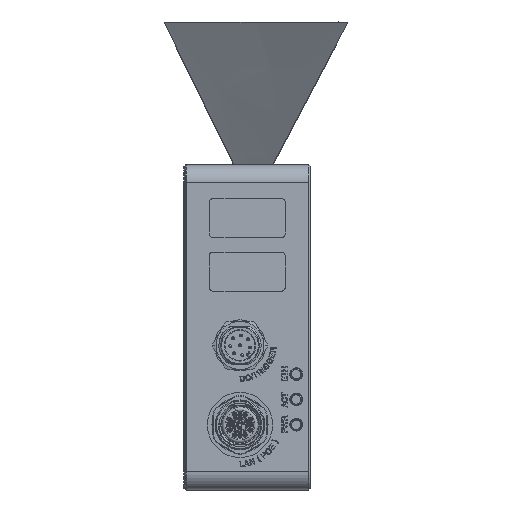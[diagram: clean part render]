
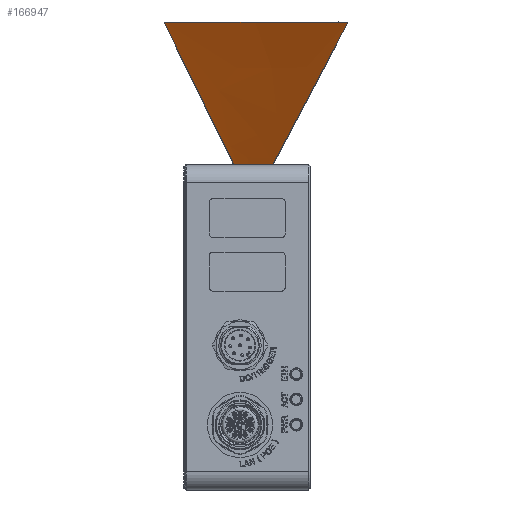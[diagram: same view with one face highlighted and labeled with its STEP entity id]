
A CAD part, left-side view. The second image highlights one B-rep face of the part: STEP entity #166947.
In plain terms, the highlighted free-form (B-spline) face has degree [3, 3] with [6, 4] control points.
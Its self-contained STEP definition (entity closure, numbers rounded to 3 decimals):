
#166795=CARTESIAN_POINT('',(-81.886,-27.816,
84.45));
#166807=CARTESIAN_POINT('',(-81.88,22.961,
84.45));
#166808=CARTESIAN_POINT('',(-81.601,17.478,
84.45));
#166809=CARTESIAN_POINT('',(-81.226,6.405,
84.45));
#166810=CARTESIAN_POINT('',(-81.223,-10.528,
84.45));
#166811=CARTESIAN_POINT('',(-81.601,-22.019,
84.45));
#166812=CARTESIAN_POINT('',(-81.886,-27.816,
84.45));
#166817=DIRECTION('',(-0.491,-0.406,0.771));
#166818=VECTOR('',#166817,64.879);
#166819=CARTESIAN_POINT('',(-50.,-1.5,34.45));
#166820=LINE('',#166819,#166818);
#166843=DIRECTION('',(-0.497,0.381,0.779));
#166844=VECTOR('',#166843,64.145);
#166845=CARTESIAN_POINT('',(-50.,-1.5,34.45));
#166846=LINE('',#166845,#166844);
#166869=VERTEX_POINT('',#166795);
#166871=VERTEX_POINT('',#166807);
#166872=CARTESIAN_POINT('',(-50.,-1.5,34.45));
#166873=VERTEX_POINT('',#166872);
#166915=CARTESIAN_POINT('',(-82.554,-29.397,
85.412));
#166916=CARTESIAN_POINT('',(-71.702,-20.098,
68.425));
#166917=CARTESIAN_POINT('',(-60.851,-10.799,
51.437));
#166918=CARTESIAN_POINT('',(-50.,-1.5,34.45));
#166919=CARTESIAN_POINT('',(-82.543,-29.045,
85.425));
#166920=CARTESIAN_POINT('',(-71.696,-19.864,
68.433));
#166921=CARTESIAN_POINT('',(-60.848,-10.682,
51.442));
#166922=CARTESIAN_POINT('',(-50.,-1.5,34.45));
#166923=CARTESIAN_POINT('',(-82.036,-11.123,
86.068));
#166924=CARTESIAN_POINT('',(-71.358,-7.915,
68.862));
#166925=CARTESIAN_POINT('',(-60.679,-4.708,
51.656));
#166926=CARTESIAN_POINT('',(-50.,-1.5,34.45));
#166927=CARTESIAN_POINT('',(-82.445,7.176,
86.712));
#166928=CARTESIAN_POINT('',(-71.63,4.284,
69.292));
#166929=CARTESIAN_POINT('',(-60.815,1.392,
51.871));
#166930=CARTESIAN_POINT('',(-50.,-1.5,34.45));
#166931=CARTESIAN_POINT('',(-83.751,25.059,
87.329));
#166932=CARTESIAN_POINT('',(-72.501,16.206,
69.703));
#166933=CARTESIAN_POINT('',(-61.25,7.353,
52.076));
#166934=CARTESIAN_POINT('',(-50.,-1.5,34.45));
#166935=CARTESIAN_POINT('',(-83.777,25.409,
87.341));
#166936=CARTESIAN_POINT('',(-72.518,16.44,
69.711));
#166937=CARTESIAN_POINT('',(-61.259,7.47,
52.08));
#166938=CARTESIAN_POINT('',(-50.,-1.5,34.45));
#166939=B_SPLINE_SURFACE_WITH_KNOTS('',3,3,((#166915,#166916,#166917,#166918),(
#166919,#166920,#166921,#166922),(#166923,#166924,#166925,#166926),(#166927,
#166928,#166929,#166930),(#166931,#166932,#166933,#166934),(#166935,#166936,
#166937,#166938)),.UNSPECIFIED.,.F.,.F.,.F.,(4,1,1,4),(4,4),(-0.02,
0.,1.,1.02),(-0.014,1.),.UNSPECIFIED.);
#166941=ORIENTED_EDGE('',*,*,#166940,.T.);
#166943=ORIENTED_EDGE('',*,*,#166942,.T.);
#166944=ORIENTED_EDGE('',*,*,#166899,.F.);
#166945=EDGE_LOOP('',(#166941,#166943,#166944));
#166946=FACE_OUTER_BOUND('',#166945,.F.);
#166813=B_SPLINE_CURVE_WITH_KNOTS('',3,(#166807,#166808,#166809,#166810,#166811,
#166812),.UNSPECIFIED.,.F.,.F.,(4,1,1,4),(0.,0.333,
0.667,1.),.UNSPECIFIED.);
#166899=EDGE_CURVE('',#166873,#166869,#166820,.T.);
#166940=EDGE_CURVE('',#166873,#166871,#166846,.T.);
#166942=EDGE_CURVE('',#166871,#166869,#166813,.T.);
#166947=ADVANCED_FACE('',(#166946),#166939,.T.);
